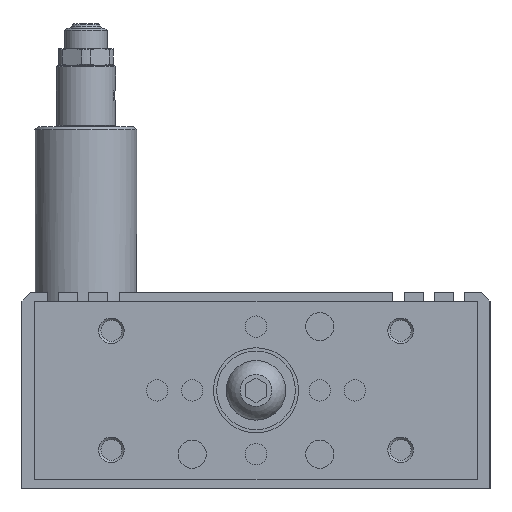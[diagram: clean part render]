
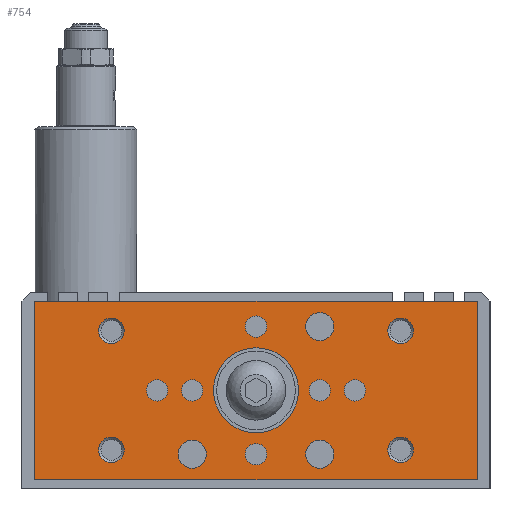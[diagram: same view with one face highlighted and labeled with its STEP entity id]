
A CAD part, left-side view. The second image highlights one B-rep face of the part: STEP entity #754.
In plain terms, the highlighted planar face has unit normal (-1, 0, 0).
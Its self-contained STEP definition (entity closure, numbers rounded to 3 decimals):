
#754 = ADVANCED_FACE( '', ( #1716, #1717, #1718, #1719, #1720, #1721, #1722, #1723, #1724, #1725, #1726, #1727, #1728, #1729, #1730 ), #1731, .F. );
#1716 = FACE_BOUND( '', #2828, .T. );
#1717 = FACE_BOUND( '', #2829, .T. );
#1718 = FACE_BOUND( '', #2830, .T. );
#1719 = FACE_BOUND( '', #2831, .T. );
#1720 = FACE_BOUND( '', #2832, .T. );
#1721 = FACE_BOUND( '', #2833, .T. );
#1722 = FACE_BOUND( '', #2834, .T. );
#1723 = FACE_BOUND( '', #2835, .T. );
#1724 = FACE_BOUND( '', #2836, .T. );
#1725 = FACE_BOUND( '', #2837, .T. );
#1726 = FACE_BOUND( '', #2838, .T. );
#1727 = FACE_BOUND( '', #2839, .T. );
#1728 = FACE_BOUND( '', #2840, .T. );
#1729 = FACE_BOUND( '', #2841, .T. );
#1730 = FACE_OUTER_BOUND( '', #2842, .T. );
#1731 = PLANE( '', #2843 );
#2828 = EDGE_LOOP( '', ( #4805 ) );
#2829 = EDGE_LOOP( '', ( #4806 ) );
#2830 = EDGE_LOOP( '', ( #4807 ) );
#2831 = EDGE_LOOP( '', ( #4808 ) );
#2832 = EDGE_LOOP( '', ( #4809 ) );
#2833 = EDGE_LOOP( '', ( #4810 ) );
#2834 = EDGE_LOOP( '', ( #4811 ) );
#2835 = EDGE_LOOP( '', ( #4812 ) );
#2836 = EDGE_LOOP( '', ( #4813 ) );
#2837 = EDGE_LOOP( '', ( #4814 ) );
#2838 = EDGE_LOOP( '', ( #4815 ) );
#2839 = EDGE_LOOP( '', ( #4816 ) );
#2840 = EDGE_LOOP( '', ( #4817 ) );
#2841 = EDGE_LOOP( '', ( #4818 ) );
#2842 = EDGE_LOOP( '', ( #4819, #4820, #4821, #4822 ) );
#2843 = AXIS2_PLACEMENT_3D( '', #4823, #4824, #4825 );
#4805 = ORIENTED_EDGE( '', *, *, #5845, .T. );
#4806 = ORIENTED_EDGE( '', *, *, #5549, .T. );
#4807 = ORIENTED_EDGE( '', *, *, #6173, .T. );
#4808 = ORIENTED_EDGE( '', *, *, #5781, .T. );
#4809 = ORIENTED_EDGE( '', *, *, #6174, .T. );
#4810 = ORIENTED_EDGE( '', *, *, #5968, .T. );
#4811 = ORIENTED_EDGE( '', *, *, #5468, .T. );
#4812 = ORIENTED_EDGE( '', *, *, #5789, .F. );
#4813 = ORIENTED_EDGE( '', *, *, #5689, .T. );
#4814 = ORIENTED_EDGE( '', *, *, #5966, .T. );
#4815 = ORIENTED_EDGE( '', *, *, #6008, .F. );
#4816 = ORIENTED_EDGE( '', *, *, #6104, .F. );
#4817 = ORIENTED_EDGE( '', *, *, #5533, .T. );
#4818 = ORIENTED_EDGE( '', *, *, #6080, .T. );
#4819 = ORIENTED_EDGE( '', *, *, #5927, .F. );
#4820 = ORIENTED_EDGE( '', *, *, #6154, .F. );
#4821 = ORIENTED_EDGE( '', *, *, #6175, .F. );
#4822 = ORIENTED_EDGE( '', *, *, #6108, .F. );
#4823 = CARTESIAN_POINT( '', ( -106., 52., 44. ) );
#4824 = DIRECTION( '', ( 1., 0., 0. ) );
#4825 = DIRECTION( '', ( 0., 0., 1. ) );
#5468 = EDGE_CURVE( '', #6328, #6328, #6329, .T. );
#5533 = EDGE_CURVE( '', #6437, #6437, #6438, .T. );
#5549 = EDGE_CURVE( '', #6464, #6464, #6465, .T. );
#5689 = EDGE_CURVE( '', #6705, #6705, #6706, .T. );
#5781 = EDGE_CURVE( '', #6854, #6854, #6855, .T. );
#5789 = EDGE_CURVE( '', #6868, #6868, #6869, .T. );
#5845 = EDGE_CURVE( '', #6951, #6951, #6952, .T. );
#5927 = EDGE_CURVE( '', #7076, #7078, #7079, .T. );
#5966 = EDGE_CURVE( '', #7134, #7134, #7135, .T. );
#5968 = EDGE_CURVE( '', #7137, #7137, #7138, .T. );
#6008 = EDGE_CURVE( '', #7196, #7196, #7197, .T. );
#6080 = EDGE_CURVE( '', #7296, #7296, #7297, .T. );
#6104 = EDGE_CURVE( '', #7329, #7329, #7330, .T. );
#6108 = EDGE_CURVE( '', #7078, #7335, #7336, .T. );
#6154 = EDGE_CURVE( '', #7391, #7076, #7393, .T. );
#6173 = EDGE_CURVE( '', #7414, #7414, #7415, .T. );
#6174 = EDGE_CURVE( '', #7416, #7416, #7417, .T. );
#6175 = EDGE_CURVE( '', #7335, #7391, #7418, .T. );
#6328 = VERTEX_POINT( '', #7599 );
#6329 = CIRCLE( '', #7600, 3.3 );
#6437 = VERTEX_POINT( '', #7730 );
#6438 = CIRCLE( '', #7731, 3. );
#6464 = VERTEX_POINT( '', #7885 );
#6465 = CIRCLE( '', #7886, 2.51 );
#6705 = VERTEX_POINT( '', #8301 );
#6706 = CIRCLE( '', #8302, 2.51 );
#6854 = VERTEX_POINT( '', #8641 );
#6855 = CIRCLE( '', #8642, 2.51 );
#6868 = VERTEX_POINT( '', #8659 );
#6869 = CIRCLE( '', #8660, 2.51 );
#6951 = VERTEX_POINT( '', #8796 );
#6952 = CIRCLE( '', #8797, 2.51 );
#7076 = VERTEX_POINT( '', #8979 );
#7078 = VERTEX_POINT( '', #8982 );
#7079 = LINE( '', #8983, #8984 );
#7134 = VERTEX_POINT( '', #9053 );
#7135 = CIRCLE( '', #9054, 3. );
#7137 = VERTEX_POINT( '', #9056 );
#7138 = CIRCLE( '', #9057, 3.3 );
#7196 = VERTEX_POINT( '', #9133 );
#7197 = CIRCLE( '', #9134, 3. );
#7296 = VERTEX_POINT( '', #9277 );
#7297 = CIRCLE( '', #9278, 10. );
#7329 = VERTEX_POINT( '', #9319 );
#7330 = CIRCLE( '', #9320, 3. );
#7335 = VERTEX_POINT( '', #9325 );
#7336 = LINE( '', #9326, #9327 );
#7391 = VERTEX_POINT( '', #9395 );
#7393 = LINE( '', #9398, #9399 );
#7414 = VERTEX_POINT( '', #9428 );
#7415 = CIRCLE( '', #9429, 2.51 );
#7416 = VERTEX_POINT( '', #9430 );
#7417 = CIRCLE( '', #9431, 3.3 );
#7418 = LINE( '', #9432, #9433 );
#7599 = CARTESIAN_POINT( '', ( -106., -15., 34.7 ) );
#7600 = AXIS2_PLACEMENT_3D( '', #9608, #9609, #9610 );
#7730 = CARTESIAN_POINT( '', ( -106., -31., 37. ) );
#7731 = AXIS2_PLACEMENT_3D( '', #9702, #9703, #9704 );
#7885 = CARTESIAN_POINT( '', ( -106., 12.49, 23. ) );
#7886 = AXIS2_PLACEMENT_3D( '', #9723, #9724, #9725 );
#8301 = CARTESIAN_POINT( '', ( -106., -20.74, 23. ) );
#8302 = AXIS2_PLACEMENT_3D( '', #9928, #9929, #9930 );
#8641 = CARTESIAN_POINT( '', ( -106., -12.49, 23. ) );
#8642 = AXIS2_PLACEMENT_3D( '', #10029, #10030, #10031 );
#8659 = CARTESIAN_POINT( '', ( -106., 20.74, 23. ) );
#8660 = AXIS2_PLACEMENT_3D( '', #10039, #10040, #10041 );
#8796 = CARTESIAN_POINT( '', ( -106., 0., 10.51 ) );
#8797 = AXIS2_PLACEMENT_3D( '', #10112, #10113, #10114 );
#8979 = CARTESIAN_POINT( '', ( -106., 52., 2. ) );
#8982 = CARTESIAN_POINT( '', ( -106., 52., 44. ) );
#8983 = CARTESIAN_POINT( '', ( -106., 52., 2. ) );
#8984 = VECTOR( '', #10212, 1000. );
#9053 = CARTESIAN_POINT( '', ( -106., 31., 9. ) );
#9054 = AXIS2_PLACEMENT_3D( '', #10257, #10258, #10259 );
#9056 = CARTESIAN_POINT( '', ( -106., -15., 4.7 ) );
#9057 = AXIS2_PLACEMENT_3D( '', #10260, #10261, #10262 );
#9133 = CARTESIAN_POINT( '', ( -106., -31., 9. ) );
#9134 = AXIS2_PLACEMENT_3D( '', #10318, #10319, #10320 );
#9277 = CARTESIAN_POINT( '', ( -106., 10., 23. ) );
#9278 = AXIS2_PLACEMENT_3D( '', #10405, #10406, #10407 );
#9319 = CARTESIAN_POINT( '', ( -106., 31., 37. ) );
#9320 = AXIS2_PLACEMENT_3D( '', #10432, #10433, #10434 );
#9325 = CARTESIAN_POINT( '', ( -106., -52., 44. ) );
#9326 = CARTESIAN_POINT( '', ( -106., 52., 44. ) );
#9327 = VECTOR( '', #10438, 1000. );
#9395 = CARTESIAN_POINT( '', ( -106., -52., 2. ) );
#9398 = CARTESIAN_POINT( '', ( -106., -52., 2. ) );
#9399 = VECTOR( '', #10477, 1000. );
#9428 = CARTESIAN_POINT( '', ( -106., 0., 35.49 ) );
#9429 = AXIS2_PLACEMENT_3D( '', #10492, #10493, #10494 );
#9430 = CARTESIAN_POINT( '', ( -106., 15., 4.7 ) );
#9431 = AXIS2_PLACEMENT_3D( '', #10495, #10496, #10497 );
#9432 = CARTESIAN_POINT( '', ( -106., -52., 44. ) );
#9433 = VECTOR( '', #10498, 1000. );
#9608 = CARTESIAN_POINT( '', ( -106., -15., 38. ) );
#9609 = DIRECTION( '', ( 1., 0., 0. ) );
#9610 = DIRECTION( '', ( 0., 0., -1. ) );
#9702 = CARTESIAN_POINT( '', ( -106., -34., 37. ) );
#9703 = DIRECTION( '', ( 1., 0., 0. ) );
#9704 = DIRECTION( '', ( 0., 1., 0. ) );
#9723 = CARTESIAN_POINT( '', ( -106., 15., 23. ) );
#9724 = DIRECTION( '', ( 1., 0., 0. ) );
#9725 = DIRECTION( '', ( 0., -1., 0. ) );
#9928 = CARTESIAN_POINT( '', ( -106., -23.25, 23. ) );
#9929 = DIRECTION( '', ( 1., 0., 0. ) );
#9930 = DIRECTION( '', ( 0., 1., 0. ) );
#10029 = CARTESIAN_POINT( '', ( -106., -15., 23. ) );
#10030 = DIRECTION( '', ( 1., 0., 0. ) );
#10031 = DIRECTION( '', ( 0., 1., 0. ) );
#10039 = CARTESIAN_POINT( '', ( -106., 23.25, 23. ) );
#10040 = DIRECTION( '', ( -1., 0., 0. ) );
#10041 = DIRECTION( '', ( 0., -1., 0. ) );
#10112 = CARTESIAN_POINT( '', ( -106., 0., 8. ) );
#10113 = DIRECTION( '', ( 1., 0., 0. ) );
#10114 = DIRECTION( '', ( 0., 0., 1. ) );
#10212 = DIRECTION( '', ( 0., 0., 1. ) );
#10257 = CARTESIAN_POINT( '', ( -106., 34., 9. ) );
#10258 = DIRECTION( '', ( 1., 0., 0. ) );
#10259 = DIRECTION( '', ( 0., -1., 0. ) );
#10260 = CARTESIAN_POINT( '', ( -106., -15., 8. ) );
#10261 = DIRECTION( '', ( 1., 0., 0. ) );
#10262 = DIRECTION( '', ( 0., 0., -1. ) );
#10318 = CARTESIAN_POINT( '', ( -106., -34., 9. ) );
#10319 = DIRECTION( '', ( -1., 0., 0. ) );
#10320 = DIRECTION( '', ( 0., 1., 0. ) );
#10405 = CARTESIAN_POINT( '', ( -106., 0., 23. ) );
#10406 = DIRECTION( '', ( 1., 0., 0. ) );
#10407 = DIRECTION( '', ( 0., 1., 0. ) );
#10432 = CARTESIAN_POINT( '', ( -106., 34., 37. ) );
#10433 = DIRECTION( '', ( -1., 0., 0. ) );
#10434 = DIRECTION( '', ( 0., -1., 0. ) );
#10438 = DIRECTION( '', ( 0., -1., 0. ) );
#10477 = DIRECTION( '', ( 0., 1., 0. ) );
#10492 = CARTESIAN_POINT( '', ( -106., 0., 38. ) );
#10493 = DIRECTION( '', ( 1., 0., 0. ) );
#10494 = DIRECTION( '', ( 0., 0., -1. ) );
#10495 = CARTESIAN_POINT( '', ( -106., 15., 8. ) );
#10496 = DIRECTION( '', ( 1., 0., 0. ) );
#10497 = DIRECTION( '', ( 0., 0., -1. ) );
#10498 = DIRECTION( '', ( 0., 0., -1. ) );
